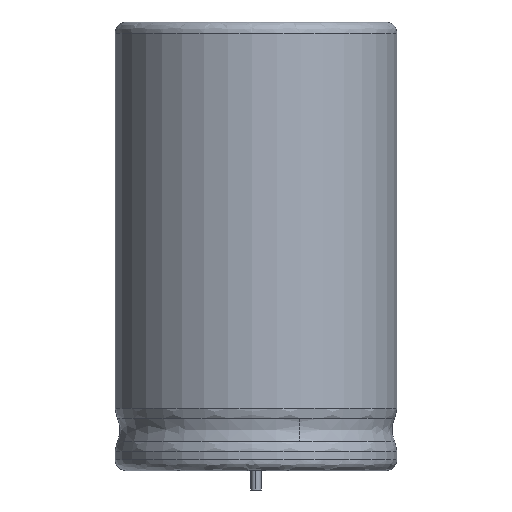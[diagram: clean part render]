
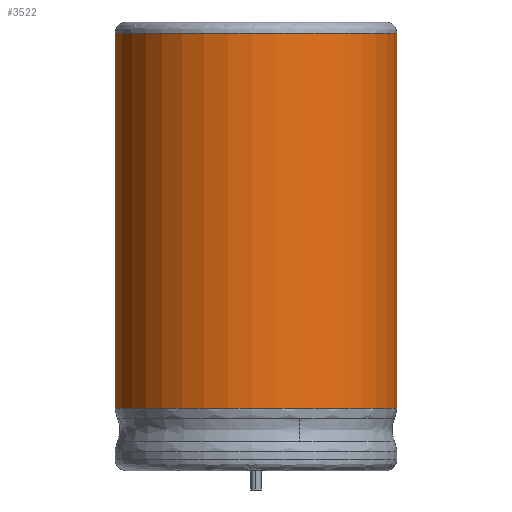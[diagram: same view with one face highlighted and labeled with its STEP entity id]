
A CAD part, left-side view. The second image highlights one B-rep face of the part: STEP entity #3522.
In plain terms, the highlighted cylindrical face has radius 11 mm (diameter 22 mm), a partial arc.
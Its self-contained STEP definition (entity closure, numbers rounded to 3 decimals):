
#111 = VERTEX_POINT ( 'NONE', #3772 ) ;
#227 = EDGE_CURVE ( 'NONE', #111, #963, #2152, .T. ) ;
#250 = DIRECTION ( 'NONE',  ( 0., 0., 1. ) ) ;
#259 = CARTESIAN_POINT ( 'NONE',  ( 10.337, 3.762, 6.646 ) ) ;
#328 = CARTESIAN_POINT ( 'NONE',  ( 10.337, -3.762, 6.646 ) ) ;
#378 = ORIENTED_EDGE ( 'NONE', *, *, #227, .T. ) ;
#406 = CARTESIAN_POINT ( 'NONE',  ( 10.337, 3.762, -22.594 ) ) ;
#496 = CYLINDRICAL_SURFACE ( 'NONE', #1298, 11. ) ;
#604 = ORIENTED_EDGE ( 'NONE', *, *, #2887, .T. ) ;
#944 = ORIENTED_EDGE ( 'NONE', *, *, #3160, .T. ) ;
#963 = VERTEX_POINT ( 'NONE', #328 ) ;
#1160 = AXIS2_PLACEMENT_3D ( 'NONE', #3778, #1285, #3383 ) ;
#1285 = DIRECTION ( 'NONE',  ( 0., 0., 1. ) ) ;
#1298 = AXIS2_PLACEMENT_3D ( 'NONE', #3041, #250, #2464 ) ;
#1605 = DIRECTION ( 'NONE',  ( 1., 0., 0. ) ) ;
#2018 = CIRCLE ( 'NONE', #2077, 11. ) ;
#2077 = AXIS2_PLACEMENT_3D ( 'NONE', #3570, #3255, #1605 ) ;
#2089 = ORIENTED_EDGE ( 'NONE', *, *, #2759, .T. ) ;
#2138 = VECTOR ( 'NONE', #3699, 1000. ) ;
#2152 = LINE ( 'NONE', #2823, #2389 ) ;
#2364 = FACE_OUTER_BOUND ( 'NONE', #3217, .T. ) ;
#2389 = VECTOR ( 'NONE', #3705, 1000. ) ;
#2464 = DIRECTION ( 'NONE',  ( 1., 0., 0. ) ) ;
#2725 = VERTEX_POINT ( 'NONE', #406 ) ;
#2727 = LINE ( 'NONE', #2986, #2138 ) ;
#2759 = EDGE_CURVE ( 'NONE', #2805, #2725, #2727, .T. ) ;
#2805 = VERTEX_POINT ( 'NONE', #259 ) ;
#2823 = CARTESIAN_POINT ( 'NONE',  ( 10.337, -3.762, -7.779 ) ) ;
#2887 = EDGE_CURVE ( 'NONE', #2725, #111, #3860, .T. ) ;
#2986 = CARTESIAN_POINT ( 'NONE',  ( 10.337, 3.762, -7.779 ) ) ;
#3041 = CARTESIAN_POINT ( 'NONE',  ( 0., 0., -7.779 ) ) ;
#3160 = EDGE_CURVE ( 'NONE', #963, #2805, #2018, .T. ) ;
#3217 = EDGE_LOOP ( 'NONE', ( #944, #2089, #604, #378 ) ) ;
#3255 = DIRECTION ( 'NONE',  ( 0., 0., -1. ) ) ;
#3383 = DIRECTION ( 'NONE',  ( 1., 0., 0. ) ) ;
#3522 = ADVANCED_FACE ( 'NONE', ( #2364 ), #496, .T. ) ;
#3570 = CARTESIAN_POINT ( 'NONE',  ( 0., 0., 6.646 ) ) ;
#3699 = DIRECTION ( 'NONE',  ( 0., 0., -1. ) ) ;
#3705 = DIRECTION ( 'NONE',  ( 0., 0., 1. ) ) ;
#3772 = CARTESIAN_POINT ( 'NONE',  ( 10.337, -3.762, -22.594 ) ) ;
#3778 = CARTESIAN_POINT ( 'NONE',  ( 0., 0., -22.594 ) ) ;
#3860 = CIRCLE ( 'NONE', #1160, 11. ) ;
